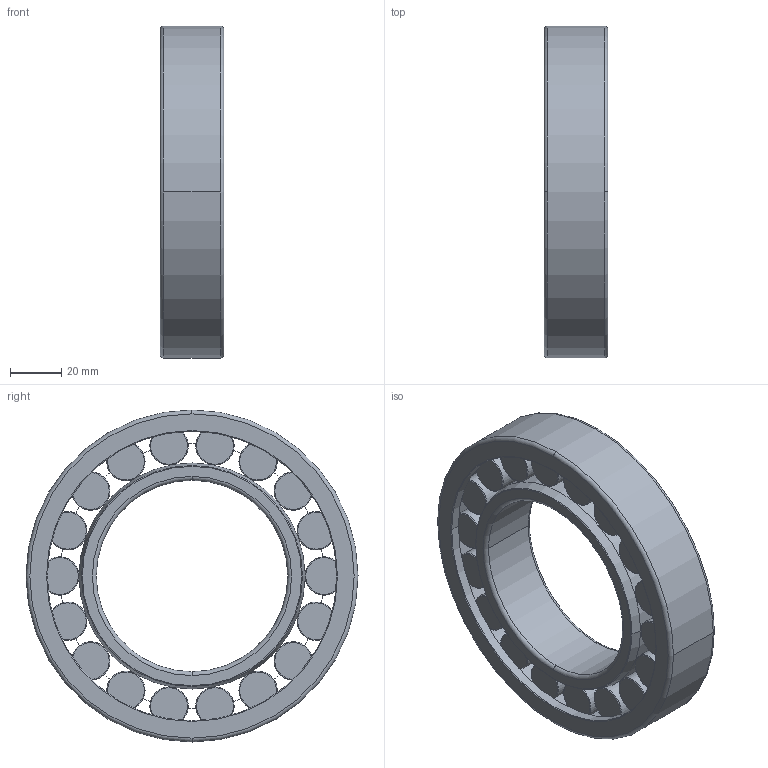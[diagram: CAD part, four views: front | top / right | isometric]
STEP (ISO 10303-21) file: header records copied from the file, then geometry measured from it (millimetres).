
FILE_DESCRIPTION(('STEP AP214'),'1');
FILE_NAME('skf_bearing_nu_215_ecp_2.stp','2024-02-27T19:08:10',('TraceParts'),('TraceParts S.A.'),'Spatial InterOp 3D',' ',' ');
FILE_SCHEMA(('AUTOMOTIVE_DESIGN { 1 0 10303 214 1 1 1 1 }'));
Length unit declared in the file: millimetre
Products named in the file (1): skf_bearing_nu_215_ecp_2_1
Bounding box: 25 x 130 x 130 mm (x, y, z)
Volume: 159243.2 mm3; surface area: 63041.6 mm2
Topology: 3 solids, 3 shells, 222 faces, 612 edges, 432 vertices
Faces by surface type: torus 128, cylinder 48, plane 42, cone 4
Entity records: 8759 total; most frequent: CARTESIAN_POINT 2745, DIRECTION 1406, ORIENTED_EDGE 1224, AXIS2_PLACEMENT_3D 677, EDGE_CURVE 612, CIRCLE 452, VERTEX_POINT 432, EDGE_LOOP 264
